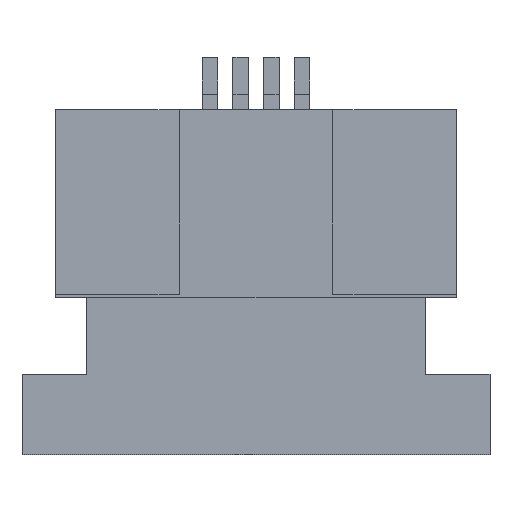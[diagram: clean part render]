
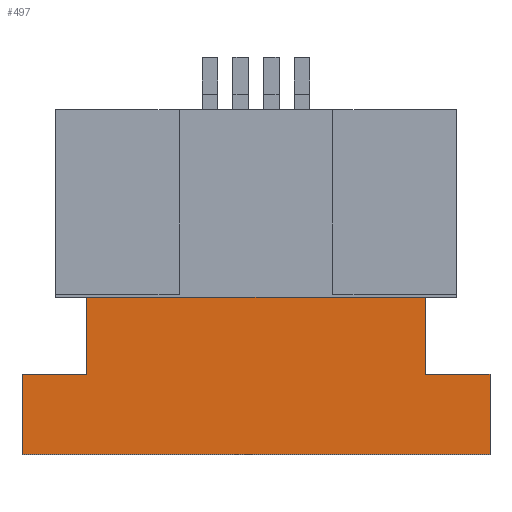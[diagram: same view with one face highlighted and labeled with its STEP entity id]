
A CAD part, top view. The second image highlights one B-rep face of the part: STEP entity #497.
In plain terms, the highlighted planar face has unit normal (0, 0, 1).
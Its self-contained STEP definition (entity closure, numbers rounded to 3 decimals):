
#13=DIRECTION('',(0.,0.,1.));
#16=DIRECTION('',(1.,0.,0.));
#70=VECTOR('',#71,1.);
#71=DIRECTION('',(0.,-1.,0.));
#91=VECTOR('',#16,1.);
#102=DIRECTION('',(0.,1.,0.));
#131=VECTOR('',#132,1.);
#132=DIRECTION('',(-1.,0.,0.));
#152=VECTOR('',#102,1.);
#338=VERTEX_POINT('',#339);
#339=CARTESIAN_POINT('',(-2.75,-3.475,2.));
#341=ORIENTED_EDGE('',*,*,#342,.T.);
#342=EDGE_CURVE('',#338,#343,#345,.T.);
#343=VERTEX_POINT('',#344);
#344=CARTESIAN_POINT('',(2.75,-3.475,2.));
#345=LINE('',#339,#91);
#360=ORIENTED_EDGE('',*,*,#361,.T.);
#361=EDGE_CURVE('',#343,#362,#364,.T.);
#362=VERTEX_POINT('',#363);
#363=CARTESIAN_POINT('',(2.75,-4.725,2.));
#364=LINE('',#344,#70);
#379=ORIENTED_EDGE('',*,*,#380,.T.);
#380=EDGE_CURVE('',#362,#381,#383,.T.);
#381=VERTEX_POINT('',#382);
#382=CARTESIAN_POINT('',(3.8,-4.725,2.));
#383=LINE('',#363,#91);
#398=ORIENTED_EDGE('',*,*,#399,.T.);
#399=EDGE_CURVE('',#381,#400,#402,.T.);
#400=VERTEX_POINT('',#401);
#401=CARTESIAN_POINT('',(3.8,-6.025,2.));
#402=LINE('',#382,#70);
#417=ORIENTED_EDGE('',*,*,#418,.T.);
#418=EDGE_CURVE('',#400,#419,#421,.T.);
#419=VERTEX_POINT('',#420);
#420=CARTESIAN_POINT('',(-3.8,-6.025,2.));
#421=LINE('',#401,#131);
#436=ORIENTED_EDGE('',*,*,#437,.T.);
#437=EDGE_CURVE('',#419,#438,#440,.T.);
#438=VERTEX_POINT('',#439);
#439=CARTESIAN_POINT('',(-3.8,-4.725,2.));
#440=LINE('',#420,#152);
#455=ORIENTED_EDGE('',*,*,#456,.T.);
#456=EDGE_CURVE('',#438,#457,#459,.T.);
#457=VERTEX_POINT('',#458);
#458=CARTESIAN_POINT('',(-2.75,-4.725,2.));
#459=LINE('',#439,#91);
#474=ORIENTED_EDGE('',*,*,#475,.T.);
#475=EDGE_CURVE('',#457,#338,#476,.T.);
#476=LINE('',#458,#152);
#497=ADVANCED_FACE('',(#498),#500,.T.);
#498=FACE_BOUND('',#499,.F.);
#499=EDGE_LOOP('',(#341,#360,#379,#398,#417,#436,#455,#474));
#500=PLANE('',#501);
#501=AXIS2_PLACEMENT_3D('',#502,#13,#16);
#502=CARTESIAN_POINT('',(0.,-4.879,2.));
